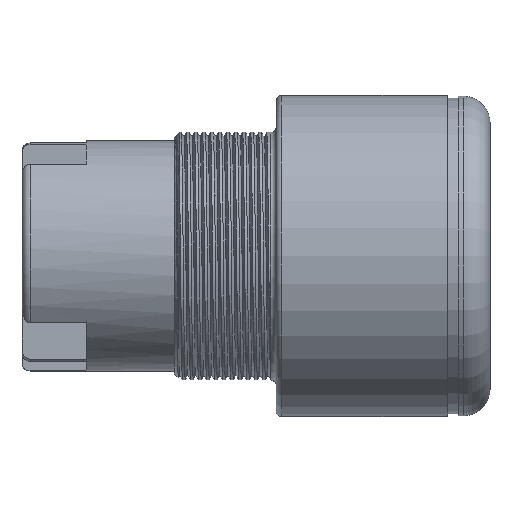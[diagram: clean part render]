
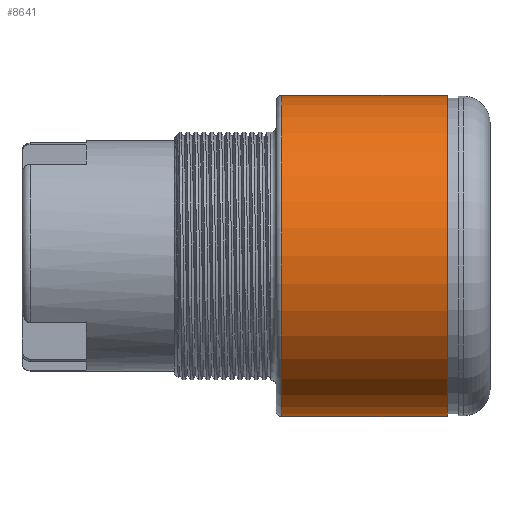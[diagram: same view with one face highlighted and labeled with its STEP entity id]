
A CAD part, top view. The second image highlights one B-rep face of the part: STEP entity #8641.
In plain terms, the highlighted cylindrical face has radius 30 mm (diameter 60 mm), a partial arc.
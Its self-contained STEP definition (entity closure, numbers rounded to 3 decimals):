
#2119=CARTESIAN_POINT('',(48.499,0.,0.));
#2120=DIRECTION('',(1.,0.,0.));
#2121=DIRECTION('',(0.,1.,0.));
#2122=AXIS2_PLACEMENT_3D('',#2119,#2120,#2121);
#2127=DIRECTION('',(1.,0.,0.));
#2128=VECTOR('',#2127,31.);
#2129=CARTESIAN_POINT('',(48.499,30.,0.));
#2130=LINE('',#2129,#2128);
#2134=DIRECTION('',(-1.,0.,0.));
#2135=VECTOR('',#2134,31.);
#2136=CARTESIAN_POINT('',(79.499,-30.,0.));
#2137=LINE('',#2136,#2135);
#2141=CARTESIAN_POINT('',(79.499,0.,0.));
#2142=DIRECTION('',(-1.,0.,0.));
#2143=DIRECTION('',(0.,-1.,0.));
#2144=AXIS2_PLACEMENT_3D('',#2141,#2142,#2143);
#5608=CARTESIAN_POINT('',(48.499,30.,0.));
#5609=VERTEX_POINT('',#5608);
#5610=CARTESIAN_POINT('',(48.499,-30.,
0.));
#5611=VERTEX_POINT('',#5610);
#5612=CARTESIAN_POINT('',(79.499,30.,0.));
#5613=VERTEX_POINT('',#5612);
#5614=CARTESIAN_POINT('',(79.499,-30.,0.));
#5615=VERTEX_POINT('',#5614);
#8627=CARTESIAN_POINT('',(80.119,0.,0.));
#8628=DIRECTION('',(-1.,0.,0.));
#8629=DIRECTION('',(0.,1.,0.));
#8630=AXIS2_PLACEMENT_3D('',#8627,#8628,#8629);
#8631=CYLINDRICAL_SURFACE('',#8630,30.);
#8633=ORIENTED_EDGE('',*,*,#8632,.T.);
#8635=ORIENTED_EDGE('',*,*,#8634,.F.);
#8637=ORIENTED_EDGE('',*,*,#8636,.T.);
#8638=ORIENTED_EDGE('',*,*,#8620,.F.);
#8639=EDGE_LOOP('',(#8633,#8635,#8637,#8638));
#8640=FACE_OUTER_BOUND('',#8639,.F.);
#8641=ADVANCED_FACE('',(#8640),#8631,.T.);
#2123=CIRCLE('',#2122,30.);
#2145=CIRCLE('',#2144,30.);
#8620=EDGE_CURVE('',#5609,#5611,#2123,.T.);
#8632=EDGE_CURVE('',#5609,#5613,#2130,.T.);
#8634=EDGE_CURVE('',#5615,#5613,#2145,.T.);
#8636=EDGE_CURVE('',#5615,#5611,#2137,.T.);
